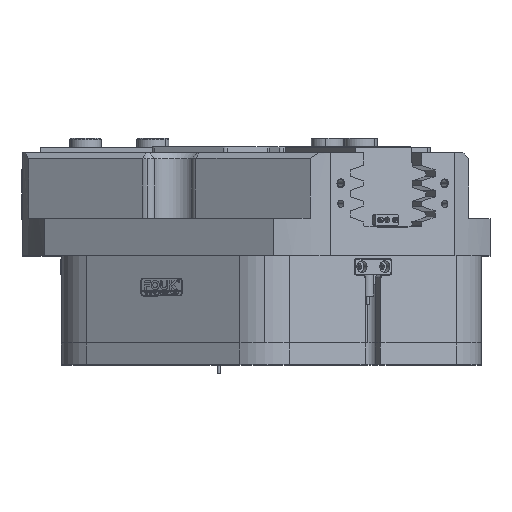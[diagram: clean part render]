
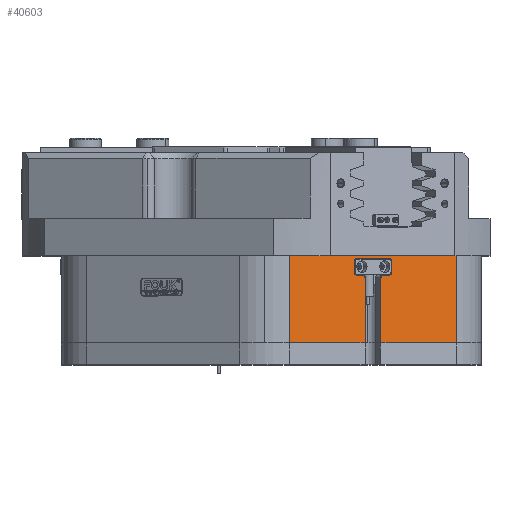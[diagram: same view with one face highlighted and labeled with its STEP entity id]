
A CAD part, top view. The second image highlights one B-rep face of the part: STEP entity #40603.
In plain terms, the highlighted planar face has unit normal (0.5, 0, 0.866).
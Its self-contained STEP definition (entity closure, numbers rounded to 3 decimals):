
#1015 = LINE ( 'NONE', #34534, #22028 ) ;
#1135 = CARTESIAN_POINT ( 'NONE',  ( 81.825, 48.5, 116.726 ) ) ;
#1301 = LINE ( 'NONE', #36605, #42816 ) ;
#1330 = ORIENTED_EDGE ( 'NONE', *, *, #3980, .T. ) ;
#1905 = CARTESIAN_POINT ( 'NONE',  ( 81.825, 55.5, 116.726 ) ) ;
#2224 = LINE ( 'NONE', #42641, #5219 ) ;
#2575 = EDGE_CURVE ( 'NONE', #3241, #29483, #9224, .T. ) ;
#2808 = ORIENTED_EDGE ( 'NONE', *, *, #49716, .T. ) ;
#2813 = AXIS2_PLACEMENT_3D ( 'NONE', #1135, #31906, #8887 ) ;
#2981 = AXIS2_PLACEMENT_3D ( 'NONE', #1905, #44751, #5770 ) ;
#3241 = VERTEX_POINT ( 'NONE', #37601 ) ;
#3980 = EDGE_CURVE ( 'NONE', #15578, #30127, #49358, .T. ) ;
#4038 = CARTESIAN_POINT ( 'NONE',  ( 284., 754.9, 0. ) ) ;
#4091 = CARTESIAN_POINT ( 'NONE',  ( 60.175, 57.8, 129.226 ) ) ;
#4148 = CARTESIAN_POINT ( 'NONE',  ( 64.072, 44.5, 126.976 ) ) ;
#4626 = VECTOR ( 'NONE', #40591, 1000. ) ;
#5219 = VECTOR ( 'NONE', #42969, 1000. ) ;
#5770 = DIRECTION ( 'NONE',  ( 0.866, 0., -0.5 ) ) ;
#5967 = EDGE_CURVE ( 'NONE', #32449, #37145, #34085, .T. ) ;
#6032 = ORIENTED_EDGE ( 'NONE', *, *, #18504, .T. ) ;
#6056 = CARTESIAN_POINT ( 'NONE',  ( 128., 0., 90.067 ) ) ;
#6366 = CARTESIAN_POINT ( 'NONE',  ( 58.183, 55.5, 130.376 ) ) ;
#6620 = EDGE_CURVE ( 'NONE', #19034, #38183, #25106, .T. ) ;
#7043 = ORIENTED_EDGE ( 'NONE', *, *, #5967, .T. ) ;
#7240 = AXIS2_PLACEMENT_3D ( 'NONE', #4148, #20141, #47007 ) ;
#7511 = CARTESIAN_POINT ( 'NONE',  ( 14., 0., 155.885 ) ) ;
#7532 = ORIENTED_EDGE ( 'NONE', *, *, #6620, .F. ) ;
#7699 = VECTOR ( 'NONE', #24856, 1000. ) ;
#8200 = AXIS2_PLACEMENT_3D ( 'NONE', #21653, #48518, #29673 ) ;
#8309 = ORIENTED_EDGE ( 'NONE', *, *, #33549, .F. ) ;
#8887 = DIRECTION ( 'NONE',  ( 0.866, 0., -0.5 ) ) ;
#9087 = CARTESIAN_POINT ( 'NONE',  ( 128., 59.5, 90.067 ) ) ;
#9224 = CIRCLE ( 'NONE', #2981, 2.3 ) ;
#9505 = LINE ( 'NONE', #29626, #14285 ) ;
#9511 = DIRECTION ( 'NONE',  ( 0., -1., 0. ) ) ;
#10134 = CIRCLE ( 'NONE', #2813, 2.3 ) ;
#10287 = ORIENTED_EDGE ( 'NONE', *, *, #27550, .T. ) ;
#10439 = CARTESIAN_POINT ( 'NONE',  ( 284., 0., 0. ) ) ;
#10643 = AXIS2_PLACEMENT_3D ( 'NONE', #32949, #40654, #18195 ) ;
#10931 = EDGE_LOOP ( 'NONE', ( #22255, #6032, #13403, #49062, #30073, #1330, #12245, #36546, #24005, #2808, #33634, #35551, #10287, #24979, #7532, #21010, #8309, #7043 ) ) ;
#10961 = VERTEX_POINT ( 'NONE', #11883 ) ;
#11061 = DIRECTION ( 'NONE',  ( 0.866, 0., -0.5 ) ) ;
#11708 = CARTESIAN_POINT ( 'NONE',  ( 76.456, 44.5, 119.826 ) ) ;
#11797 = CARTESIAN_POINT ( 'NONE',  ( 76.456, 0., 119.826 ) ) ;
#11883 = CARTESIAN_POINT ( 'NONE',  ( 83.817, 48.5, 115.576 ) ) ;
#12245 = ORIENTED_EDGE ( 'NONE', *, *, #41859, .T. ) ;
#12256 = VERTEX_POINT ( 'NONE', #16997 ) ;
#12281 = CARTESIAN_POINT ( 'NONE',  ( 58.183, 55.5, 130.376 ) ) ;
#12417 = DIRECTION ( 'NONE',  ( -0.866, 0., 0.5 ) ) ;
#13228 = CARTESIAN_POINT ( 'NONE',  ( 65.544, 44.5, 126.126 ) ) ;
#13403 = ORIENTED_EDGE ( 'NONE', *, *, #27779, .T. ) ;
#14285 = VECTOR ( 'NONE', #18565, 1000. ) ;
#14353 = CARTESIAN_POINT ( 'NONE',  ( 81.825, 46.2, 116.726 ) ) ;
#14407 = DIRECTION ( 'NONE',  ( 0.5, 0., 0.866 ) ) ;
#15578 = VERTEX_POINT ( 'NONE', #39928 ) ;
#16858 = CIRCLE ( 'NONE', #8200, 1.7 ) ;
#16997 = CARTESIAN_POINT ( 'NONE',  ( 77.928, 46.2, 118.976 ) ) ;
#17642 = CARTESIAN_POINT ( 'NONE',  ( 76.456, 0., 119.826 ) ) ;
#18133 = EDGE_CURVE ( 'NONE', #44352, #38183, #33533, .T. ) ;
#18195 = DIRECTION ( 'NONE',  ( 0.866, 0., -0.5 ) ) ;
#18504 = EDGE_CURVE ( 'NONE', #19195, #34211, #9505, .T. ) ;
#18565 = DIRECTION ( 'NONE',  ( 0., 1., 0. ) ) ;
#18839 = DIRECTION ( 'NONE',  ( 0., -1., 0. ) ) ;
#19034 = VERTEX_POINT ( 'NONE', #6056 ) ;
#19195 = VERTEX_POINT ( 'NONE', #37595 ) ;
#20141 = DIRECTION ( 'NONE',  ( 0.5, 0., 0.866 ) ) ;
#20311 = VECTOR ( 'NONE', #9511, 1000. ) ;
#20804 = EDGE_CURVE ( 'NONE', #19195, #37145, #23998, .T. ) ;
#21010 = ORIENTED_EDGE ( 'NONE', *, *, #31393, .T. ) ;
#21653 = CARTESIAN_POINT ( 'NONE',  ( 77.928, 44.5, 118.976 ) ) ;
#22028 = VECTOR ( 'NONE', #41752, 1000. ) ;
#22185 = CARTESIAN_POINT ( 'NONE',  ( 284., 59.5, 0. ) ) ;
#22255 = ORIENTED_EDGE ( 'NONE', *, *, #20804, .F. ) ;
#22430 = AXIS2_PLACEMENT_3D ( 'NONE', #4038, #14407, #27068 ) ;
#22795 = VECTOR ( 'NONE', #48917, 1000. ) ;
#22867 = CIRCLE ( 'NONE', #10643, 2.3 ) ;
#23998 = LINE ( 'NONE', #10439, #22795 ) ;
#24005 = ORIENTED_EDGE ( 'NONE', *, *, #2575, .T. ) ;
#24856 = DIRECTION ( 'NONE',  ( 0., -1., 0. ) ) ;
#24979 = ORIENTED_EDGE ( 'NONE', *, *, #18133, .T. ) ;
#25106 = LINE ( 'NONE', #28183, #37684 ) ;
#25434 = CARTESIAN_POINT ( 'NONE',  ( 83.817, 55.5, 115.576 ) ) ;
#25733 = VERTEX_POINT ( 'NONE', #14353 ) ;
#26039 = DIRECTION ( 'NONE',  ( -0.866, 0., 0.5 ) ) ;
#26650 = CIRCLE ( 'NONE', #7240, 1.7 ) ;
#27068 = DIRECTION ( 'NONE',  ( 0.866, 0., -0.5 ) ) ;
#27078 = CARTESIAN_POINT ( 'NONE',  ( 14., 59.5, 155.885 ) ) ;
#27550 = EDGE_CURVE ( 'NONE', #12256, #44352, #16858, .T. ) ;
#27779 = EDGE_CURVE ( 'NONE', #34211, #30559, #26650, .T. ) ;
#28183 = CARTESIAN_POINT ( 'NONE',  ( 284., 0., 0. ) ) ;
#28534 = LINE ( 'NONE', #22185, #48339 ) ;
#28886 = CARTESIAN_POINT ( 'NONE',  ( 77.928, 46.2, 118.976 ) ) ;
#29263 = DIRECTION ( 'NONE',  ( -0.5, 0., -0.866 ) ) ;
#29483 = VERTEX_POINT ( 'NONE', #25434 ) ;
#29626 = CARTESIAN_POINT ( 'NONE',  ( 65.544, 44.5, 126.126 ) ) ;
#29673 = DIRECTION ( 'NONE',  ( 0.866, 0., -0.5 ) ) ;
#30041 = CARTESIAN_POINT ( 'NONE',  ( 60.175, 46.2, 129.226 ) ) ;
#30073 = ORIENTED_EDGE ( 'NONE', *, *, #43503, .T. ) ;
#30127 = VERTEX_POINT ( 'NONE', #6366 ) ;
#30324 = EDGE_CURVE ( 'NONE', #10961, #25733, #10134, .T. ) ;
#30559 = VERTEX_POINT ( 'NONE', #38017 ) ;
#31393 = EDGE_CURVE ( 'NONE', #19034, #36760, #2224, .T. ) ;
#31906 = DIRECTION ( 'NONE',  ( -0.5, 0., -0.866 ) ) ;
#32449 = VERTEX_POINT ( 'NONE', #27078 ) ;
#32475 = CIRCLE ( 'NONE', #39521, 2.3 ) ;
#32949 = CARTESIAN_POINT ( 'NONE',  ( 60.175, 48.5, 129.226 ) ) ;
#33441 = CARTESIAN_POINT ( 'NONE',  ( 60.175, 55.5, 129.226 ) ) ;
#33442 = CARTESIAN_POINT ( 'NONE',  ( 60.175, 46.2, 129.226 ) ) ;
#33533 = LINE ( 'NONE', #17642, #7699 ) ;
#33549 = EDGE_CURVE ( 'NONE', #32449, #36760, #28534, .T. ) ;
#33615 = EDGE_CURVE ( 'NONE', #30559, #40393, #35113, .T. ) ;
#33634 = ORIENTED_EDGE ( 'NONE', *, *, #30324, .T. ) ;
#34060 = LINE ( 'NONE', #28886, #4626 ) ;
#34085 = LINE ( 'NONE', #36367, #20311 ) ;
#34211 = VERTEX_POINT ( 'NONE', #13228 ) ;
#34534 = CARTESIAN_POINT ( 'NONE',  ( 81.825, 57.8, 116.726 ) ) ;
#35113 = LINE ( 'NONE', #30041, #47148 ) ;
#35551 = ORIENTED_EDGE ( 'NONE', *, *, #45698, .T. ) ;
#35616 = EDGE_CURVE ( 'NONE', #36124, #3241, #1015, .T. ) ;
#36124 = VERTEX_POINT ( 'NONE', #4091 ) ;
#36367 = CARTESIAN_POINT ( 'NONE',  ( 14., 754.9, 155.885 ) ) ;
#36546 = ORIENTED_EDGE ( 'NONE', *, *, #35616, .T. ) ;
#36605 = CARTESIAN_POINT ( 'NONE',  ( 83.817, 48.5, 115.576 ) ) ;
#36760 = VERTEX_POINT ( 'NONE', #9087 ) ;
#37145 = VERTEX_POINT ( 'NONE', #7511 ) ;
#37595 = CARTESIAN_POINT ( 'NONE',  ( 65.544, 0., 126.126 ) ) ;
#37601 = CARTESIAN_POINT ( 'NONE',  ( 81.825, 57.8, 116.726 ) ) ;
#37684 = VECTOR ( 'NONE', #12417, 1000. ) ;
#38017 = CARTESIAN_POINT ( 'NONE',  ( 64.072, 46.2, 126.976 ) ) ;
#38183 = VERTEX_POINT ( 'NONE', #11797 ) ;
#38262 = PLANE ( 'NONE',  #22430 ) ;
#39521 = AXIS2_PLACEMENT_3D ( 'NONE', #33441, #29263, #41145 ) ;
#39765 = FACE_OUTER_BOUND ( 'NONE', #10931, .T. ) ;
#39928 = CARTESIAN_POINT ( 'NONE',  ( 58.183, 48.5, 130.376 ) ) ;
#40393 = VERTEX_POINT ( 'NONE', #33442 ) ;
#40591 = DIRECTION ( 'NONE',  ( -0.866, 0., 0.5 ) ) ;
#40603 = ADVANCED_FACE ( 'NONE', ( #39765 ), #38262, .T. ) ;
#40654 = DIRECTION ( 'NONE',  ( -0.5, 0., -0.866 ) ) ;
#41145 = DIRECTION ( 'NONE',  ( 0.866, 0., -0.5 ) ) ;
#41752 = DIRECTION ( 'NONE',  ( 0.866, 0., -0.5 ) ) ;
#41859 = EDGE_CURVE ( 'NONE', #30127, #36124, #32475, .T. ) ;
#42641 = CARTESIAN_POINT ( 'NONE',  ( 128., 754.9, 90.067 ) ) ;
#42816 = VECTOR ( 'NONE', #18839, 1000. ) ;
#42969 = DIRECTION ( 'NONE',  ( 0., 1., 0. ) ) ;
#43009 = DIRECTION ( 'NONE',  ( 0., 1., 0. ) ) ;
#43503 = EDGE_CURVE ( 'NONE', #40393, #15578, #22867, .T. ) ;
#44352 = VERTEX_POINT ( 'NONE', #11708 ) ;
#44751 = DIRECTION ( 'NONE',  ( -0.5, 0., -0.866 ) ) ;
#45698 = EDGE_CURVE ( 'NONE', #25733, #12256, #34060, .T. ) ;
#47007 = DIRECTION ( 'NONE',  ( 0.866, 0., -0.5 ) ) ;
#47148 = VECTOR ( 'NONE', #26039, 1000. ) ;
#48166 = VECTOR ( 'NONE', #43009, 1000. ) ;
#48339 = VECTOR ( 'NONE', #11061, 1000. ) ;
#48518 = DIRECTION ( 'NONE',  ( 0.5, 0., 0.866 ) ) ;
#48917 = DIRECTION ( 'NONE',  ( -0.866, 0., 0.5 ) ) ;
#49062 = ORIENTED_EDGE ( 'NONE', *, *, #33615, .T. ) ;
#49358 = LINE ( 'NONE', #12281, #48166 ) ;
#49716 = EDGE_CURVE ( 'NONE', #29483, #10961, #1301, .T. ) ;
